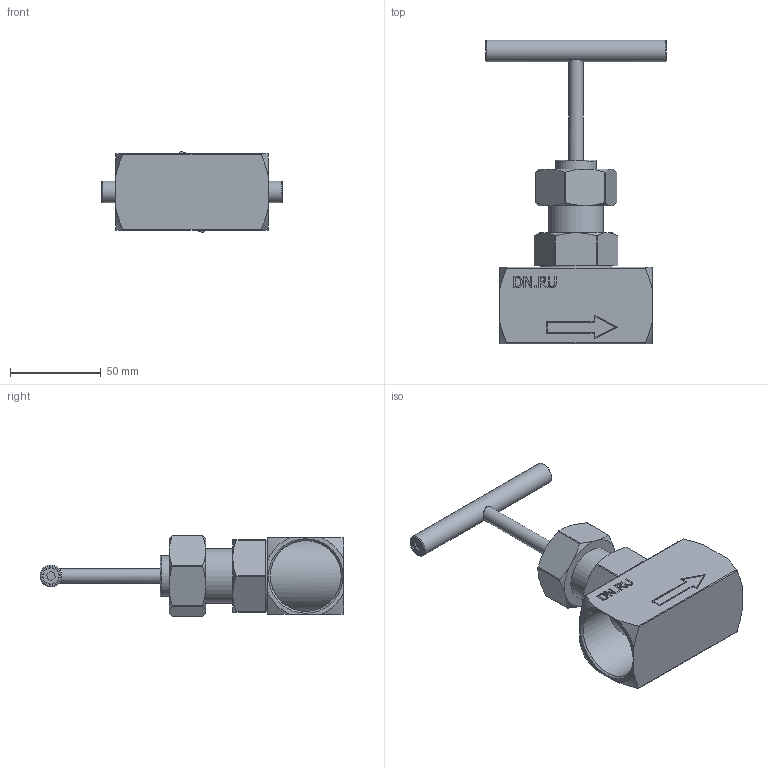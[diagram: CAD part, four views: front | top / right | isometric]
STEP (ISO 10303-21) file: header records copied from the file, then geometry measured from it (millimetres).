
FILE_DESCRIPTION(/* description */ (''),/* implementation_level */ '2;1');
FILE_NAME(/* name */ 'DN32_3D_STEP.stp',/* time_stamp */ '2024-12-23T05:19:23+03:00',/* author */ ('igorr'),/* organization */ (''),/* preprocessor_version */ 'ST-DEVELOPER v20',/* originating_system */ 'Autodesk Inventor 2025',/* authorisation */ '');
FILE_SCHEMA (('AUTOMOTIVE_DESIGN { 1 0 10303 214 3 1 1 }'));
Length unit declared in the file: millimetre
Products named in the file (1): Деталь
Bounding box: 99 x 167 x 44.32 mm (x, y, z)
Volume: 168318 mm3; surface area: 38653.6 mm2
Topology: 1 solids, 1 shells, 191 faces, 493 edges, 327 vertices
Faces by surface type: plane 108, cone 30, cylinder 29, bspline 23, torus 1
Full cylindrical faces by diameter (mm): 8 x1, 8.866 x2, 9.066 x2, 12 x1, 22 x1, 30 x1, 38.953 x2, 40 x1
Entity records: 6450 total; most frequent: CARTESIAN_POINT 1831, ORIENTED_EDGE 986, DIRECTION 767, EDGE_CURVE 493, VERTEX_POINT 327, LINE 297, VECTOR 297, AXIS2_PLACEMENT_3D 235
